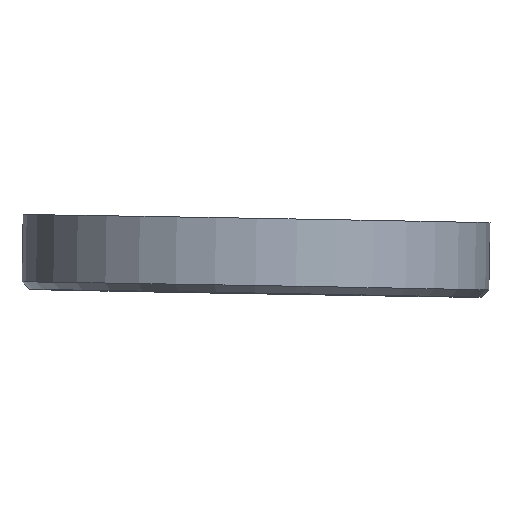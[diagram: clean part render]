
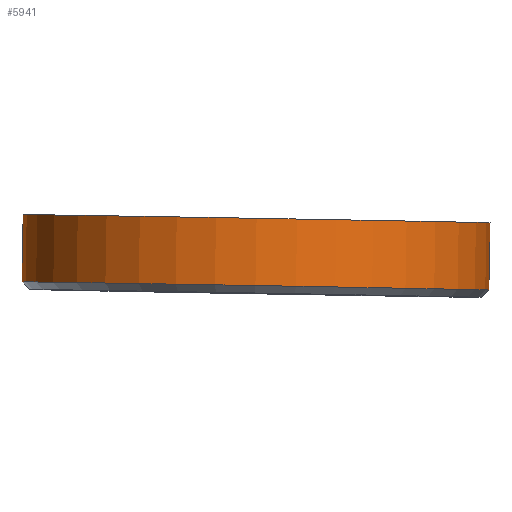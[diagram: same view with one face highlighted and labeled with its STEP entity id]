
A CAD part, top view. The second image highlights one B-rep face of the part: STEP entity #5941.
In plain terms, the highlighted cylindrical face has radius 62.5 mm (diameter 125 mm), a partial arc.
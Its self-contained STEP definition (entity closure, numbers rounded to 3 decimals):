
#145 = CARTESIAN_POINT ( 'NONE',  ( 11805.528, -184.063, 0. ) ) ;
#1133 = VECTOR ( 'NONE', #13523, 1000. ) ;
#1750 = VERTEX_POINT ( 'NONE', #3293 ) ;
#1794 = ORIENTED_EDGE ( 'NONE', *, *, #15833, .T. ) ;
#2885 = CARTESIAN_POINT ( 'NONE',  ( 11680.198, -201.878, 0. ) ) ;
#3215 = CARTESIAN_POINT ( 'NONE',  ( 11743.037, -182.972, 0. ) ) ;
#3293 = CARTESIAN_POINT ( 'NONE',  ( 11680.512, -183.881, 0. ) ) ;
#3413 = CARTESIAN_POINT ( 'NONE',  ( 11742.688, -202.969, 0. ) ) ;
#3444 = CARTESIAN_POINT ( 'NONE',  ( 11743.002, -184.972, 0. ) ) ;
#3967 = CARTESIAN_POINT ( 'NONE',  ( 11805.493, -186.063, 0. ) ) ;
#4507 = ORIENTED_EDGE ( 'NONE', *, *, #11184, .F. ) ;
#4564 = VERTEX_POINT ( 'NONE', #5991 ) ;
#4634 = DIRECTION ( 'NONE',  ( 0.017, 1., 0. ) ) ;
#5143 = DIRECTION ( 'NONE',  ( 0.017, 1., 0. ) ) ;
#5459 = EDGE_CURVE ( 'NONE', #15171, #1750, #14563, .T. ) ;
#5941 = ADVANCED_FACE ( 'NONE', ( #13034 ), #11810, .T. ) ;
#5991 = CARTESIAN_POINT ( 'NONE',  ( 11805.179, -204.06, 0. ) ) ;
#6180 = EDGE_CURVE ( 'NONE', #4564, #14863, #12519, .T. ) ;
#6467 = ORIENTED_EDGE ( 'NONE', *, *, #6180, .T. ) ;
#8454 = AXIS2_PLACEMENT_3D ( 'NONE', #3215, #10772, #11976 ) ;
#8687 = CIRCLE ( 'NONE', #13156, 62.5 ) ;
#10677 = DIRECTION ( 'NONE',  ( 0.017, 1., 0. ) ) ;
#10767 = CARTESIAN_POINT ( 'NONE',  ( 11680.547, -181.881, 0. ) ) ;
#10772 = DIRECTION ( 'NONE',  ( 0.017, 1., 0. ) ) ;
#11184 = EDGE_CURVE ( 'NONE', #1750, #14863, #8687, .T. ) ;
#11810 = CYLINDRICAL_SURFACE ( 'NONE', #8454, 62.5 ) ;
#11889 = AXIS2_PLACEMENT_3D ( 'NONE', #3413, #4634, #13391 ) ;
#11976 = DIRECTION ( 'NONE',  ( -1., 0.017, 0. ) ) ;
#12519 = LINE ( 'NONE', #145, #13393 ) ;
#12828 = ORIENTED_EDGE ( 'NONE', *, *, #5459, .F. ) ;
#13034 = FACE_OUTER_BOUND ( 'NONE', #15546, .T. ) ;
#13156 = AXIS2_PLACEMENT_3D ( 'NONE', #3444, #10677, #15435 ) ;
#13391 = DIRECTION ( 'NONE',  ( -1., 0.017, 0. ) ) ;
#13393 = VECTOR ( 'NONE', #5143, 1000. ) ;
#13523 = DIRECTION ( 'NONE',  ( 0.017, 1., 0. ) ) ;
#14492 = CIRCLE ( 'NONE', #11889, 62.5 ) ;
#14563 = LINE ( 'NONE', #10767, #1133 ) ;
#14863 = VERTEX_POINT ( 'NONE', #3967 ) ;
#15171 = VERTEX_POINT ( 'NONE', #2885 ) ;
#15435 = DIRECTION ( 'NONE',  ( -1., 0.017, 0. ) ) ;
#15546 = EDGE_LOOP ( 'NONE', ( #1794, #6467, #4507, #12828 ) ) ;
#15833 = EDGE_CURVE ( 'NONE', #15171, #4564, #14492, .T. ) ;
